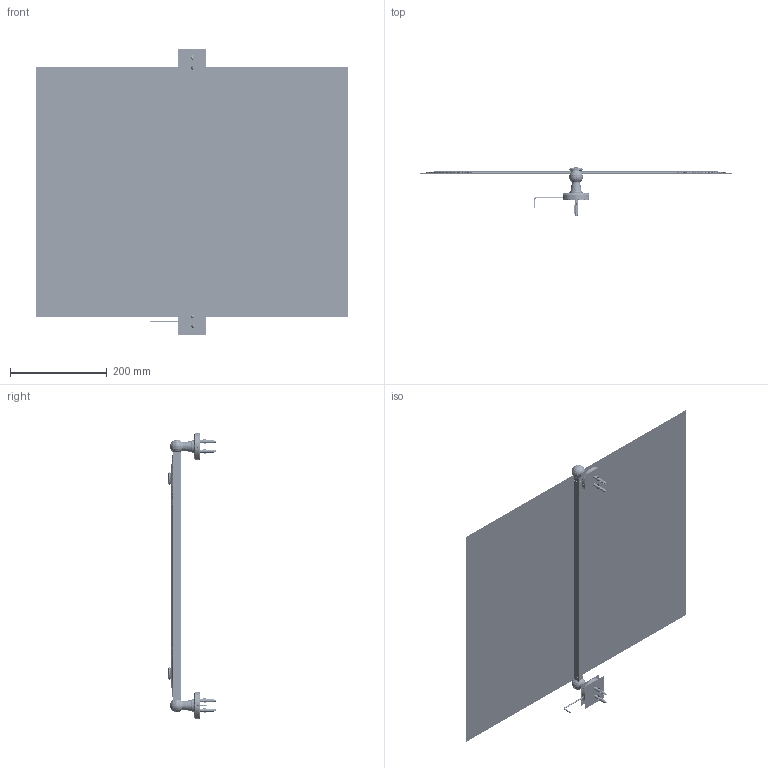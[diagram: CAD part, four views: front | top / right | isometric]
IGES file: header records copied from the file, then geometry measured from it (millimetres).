
Start section:  PTC IGES file: 2004090.igs
Global section: file name: 2004090.igs; native system: Pro/ENGINEER by Parametric Technology Corporation; preprocessor: 2008230; author: Administrator; organization: Unknown; date: 20140607.104607; units: millimetre
Bounding box: 643.14 x 100.8 x 590.95 mm (x, y, z)
Volume: 1621098.2 mm3; surface area: 2943769.9 mm2
Topology: 25 solids, 37 shells, 2760 faces, 14112 edges, 17890 vertices
Faces by surface type: revolution 1652, bspline 1108
